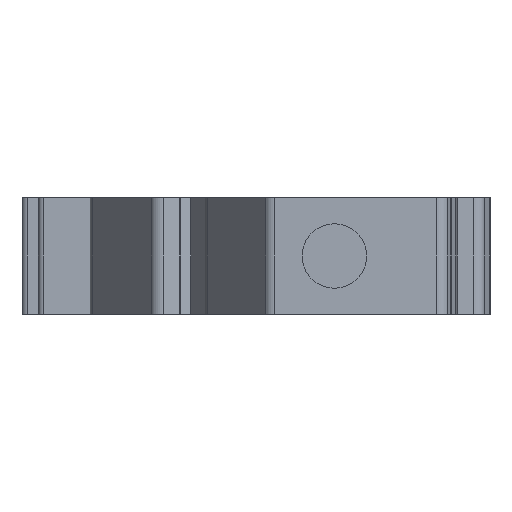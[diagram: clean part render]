
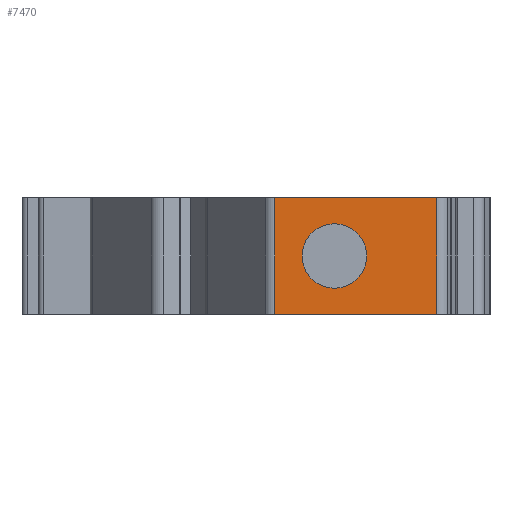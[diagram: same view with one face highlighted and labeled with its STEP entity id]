
A CAD part, left-side view. The second image highlights one B-rep face of the part: STEP entity #7470.
In plain terms, the highlighted planar face has unit normal (-1, 0, 0).
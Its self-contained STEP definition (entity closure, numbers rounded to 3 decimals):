
#1310=CARTESIAN_POINT('',(-424.174,205.927,5.05));
#1320=VERTEX_POINT('',#1310);
#1350=CARTESIAN_POINT('',(-424.174,205.927,5.05));
#1360=DIRECTION('',(0.,1.,0.));
#1370=VECTOR('',#1360,1.);
#1380=LINE('',#1350,#1370);
#1390=CARTESIAN_POINT('',(-424.174,220.006,5.05));
#1400=VERTEX_POINT('',#1390);
#1410=EDGE_CURVE('',#1320,#1400,#1380,.T.);
#7020=CARTESIAN_POINT('',(-424.174,220.006,0.));
#7030=DIRECTION('',(-1.,0.,0.));
#7040=DIRECTION('',(0.,1.,0.));
#7050=AXIS2_PLACEMENT_3D('',#7020,#7030,#7040);
#7060=PLANE('',#7050);
#7070=ORIENTED_EDGE('',*,*,#1410,.T.);
#7080=CARTESIAN_POINT('',(-424.174,205.927,0.));
#7090=DIRECTION('',(0.,0.,1.));
#7100=VECTOR('',#7090,1.);
#7110=LINE('',#7080,#7100);
#7120=CARTESIAN_POINT('',(-424.174,205.927,-5.05));
#7130=VERTEX_POINT('',#7120);
#7140=EDGE_CURVE('',#7130,#1320,#7110,.T.);
#7150=ORIENTED_EDGE('',*,*,#7140,.T.);
#7160=CARTESIAN_POINT('',(-424.174,205.927,-5.05));
#7170=DIRECTION('',(0.,1.,0.));
#7180=VECTOR('',#7170,1.);
#7190=LINE('',#7160,#7180);
#7200=CARTESIAN_POINT('',(-424.174,220.006,-5.05));
#7210=VERTEX_POINT('',#7200);
#7220=EDGE_CURVE('',#7130,#7210,#7190,.T.);
#7230=ORIENTED_EDGE('',*,*,#7220,.F.);
#7240=CARTESIAN_POINT('',(-424.174,220.006,0.));
#7250=DIRECTION('',(0.,0.,1.));
#7260=VECTOR('',#7250,1.);
#7270=LINE('',#7240,#7260);
#7280=EDGE_CURVE('',#7210,#1400,#7270,.T.);
#7290=ORIENTED_EDGE('',*,*,#7280,.F.);
#7300=EDGE_LOOP('',(#7290,#7230,#7150,#7070));
#7310=FACE_OUTER_BOUND('',#7300,.T.);
#7320=CARTESIAN_POINT('',(-424.174,214.826,0.));
#7330=DIRECTION('',(1.,0.,0.));
#7340=DIRECTION('',(0.,-1.,0.));
#7350=AXIS2_PLACEMENT_3D('',#7320,#7330,#7340);
#7360=CIRCLE('',#7350,2.8);
#7370=CARTESIAN_POINT('',(-424.174,212.026,0.));
#7380=VERTEX_POINT('',#7370);
#7390=CARTESIAN_POINT('',(-424.174,217.626,
0.));
#7400=VERTEX_POINT('',#7390);
#7410=EDGE_CURVE('',#7380,#7400,#7360,.T.);
#7420=ORIENTED_EDGE('',*,*,#7410,.T.);
#7430=EDGE_CURVE('',#7400,#7380,#7360,.T.);
#7440=ORIENTED_EDGE('',*,*,#7430,.T.);
#7450=EDGE_LOOP('',(#7440,#7420));
#7460=FACE_BOUND('',#7450,.T.);
#7470=ADVANCED_FACE('',(#7310,#7460),#7060,.T.);
